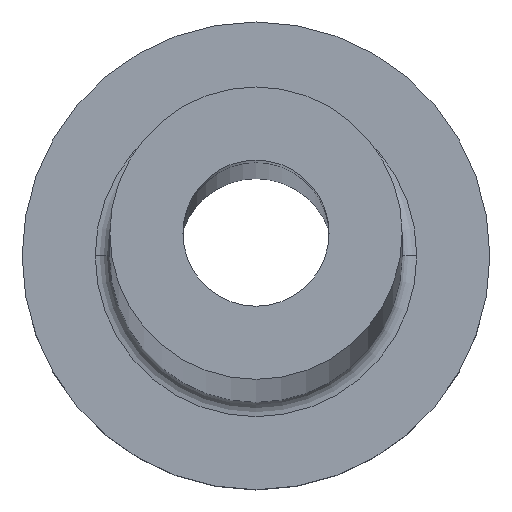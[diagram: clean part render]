
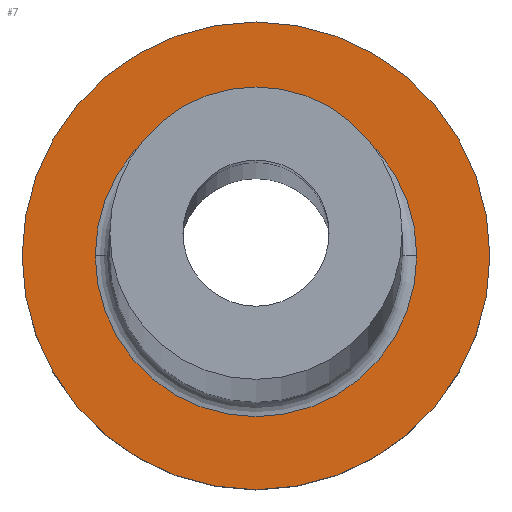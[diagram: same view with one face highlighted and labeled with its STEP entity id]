
A CAD part, top view. The second image highlights one B-rep face of the part: STEP entity #7.
In plain terms, the highlighted planar face has unit normal (0, 0, 1).
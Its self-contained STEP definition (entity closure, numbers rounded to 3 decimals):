
#7 = ADVANCED_FACE ( 'NONE', ( #402, #188 ), #330, .T. ) ;
#14 = DIRECTION ( 'NONE',  ( 1., 0., 0. ) ) ;
#25 = CARTESIAN_POINT ( 'NONE',  ( 0., 0., 5. ) ) ;
#39 = CARTESIAN_POINT ( 'NONE',  ( -5.5, 0., 5. ) ) ;
#76 = AXIS2_PLACEMENT_3D ( 'NONE', #423, #132, #386 ) ;
#78 = VERTEX_POINT ( 'NONE', #254 ) ;
#88 = ORIENTED_EDGE ( 'NONE', *, *, #311, .T. ) ;
#95 = DIRECTION ( 'NONE',  ( 0., 0., -1. ) ) ;
#119 = AXIS2_PLACEMENT_3D ( 'NONE', #379, #95, #320 ) ;
#120 = AXIS2_PLACEMENT_3D ( 'NONE', #213, #260, #14 ) ;
#131 = DIRECTION ( 'NONE',  ( 1., 0., 0. ) ) ;
#132 = DIRECTION ( 'NONE',  ( 0., 0., 1. ) ) ;
#139 = AXIS2_PLACEMENT_3D ( 'NONE', #238, #454, #230 ) ;
#153 = EDGE_LOOP ( 'NONE', ( #377, #88 ) ) ;
#168 = EDGE_CURVE ( 'NONE', #427, #78, #425, .T. ) ;
#176 = EDGE_CURVE ( 'NONE', #78, #427, #192, .T. ) ;
#188 = FACE_OUTER_BOUND ( 'NONE', #331, .T. ) ;
#191 = AXIS2_PLACEMENT_3D ( 'NONE', #25, #314, #131 ) ;
#192 = CIRCLE ( 'NONE', #76, 8. ) ;
#213 = CARTESIAN_POINT ( 'NONE',  ( 0., 0., 5. ) ) ;
#230 = DIRECTION ( 'NONE',  ( 1., 0., 0. ) ) ;
#235 = ORIENTED_EDGE ( 'NONE', *, *, #168, .T. ) ;
#238 = CARTESIAN_POINT ( 'NONE',  ( 0., 0., 5. ) ) ;
#246 = VERTEX_POINT ( 'NONE', #39 ) ;
#254 = CARTESIAN_POINT ( 'NONE',  ( 8., 0., 5. ) ) ;
#256 = VERTEX_POINT ( 'NONE', #369 ) ;
#260 = DIRECTION ( 'NONE',  ( 0., 0., 1. ) ) ;
#311 = EDGE_CURVE ( 'NONE', #246, #256, #403, .T. ) ;
#314 = DIRECTION ( 'NONE',  ( 0., 0., -1. ) ) ;
#320 = DIRECTION ( 'NONE',  ( 1., 0., 0. ) ) ;
#330 = PLANE ( 'NONE',  #120 ) ;
#331 = EDGE_LOOP ( 'NONE', ( #235, #334 ) ) ;
#334 = ORIENTED_EDGE ( 'NONE', *, *, #176, .T. ) ;
#348 = EDGE_CURVE ( 'NONE', #256, #246, #362, .T. ) ;
#362 = CIRCLE ( 'NONE', #191, 5.5 ) ;
#369 = CARTESIAN_POINT ( 'NONE',  ( 5.5, 0., 5. ) ) ;
#377 = ORIENTED_EDGE ( 'NONE', *, *, #348, .T. ) ;
#379 = CARTESIAN_POINT ( 'NONE',  ( 0., 0., 5. ) ) ;
#386 = DIRECTION ( 'NONE',  ( 1., 0., 0. ) ) ;
#392 = CARTESIAN_POINT ( 'NONE',  ( -8., 0., 5. ) ) ;
#402 = FACE_BOUND ( 'NONE', #153, .T. ) ;
#403 = CIRCLE ( 'NONE', #119, 5.5 ) ;
#423 = CARTESIAN_POINT ( 'NONE',  ( 0., 0., 5. ) ) ;
#425 = CIRCLE ( 'NONE', #139, 8. ) ;
#427 = VERTEX_POINT ( 'NONE', #392 ) ;
#454 = DIRECTION ( 'NONE',  ( 0., 0., 1. ) ) ;
